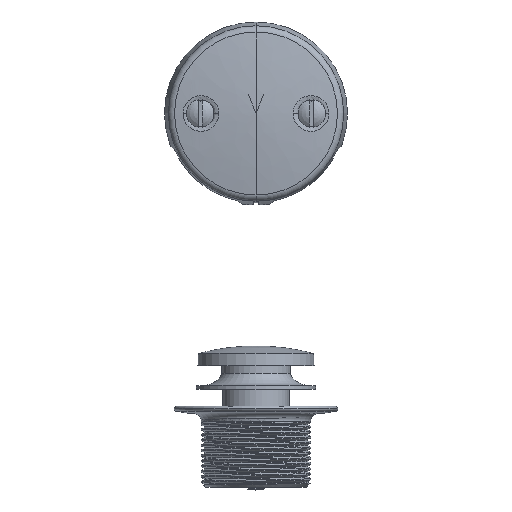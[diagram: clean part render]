
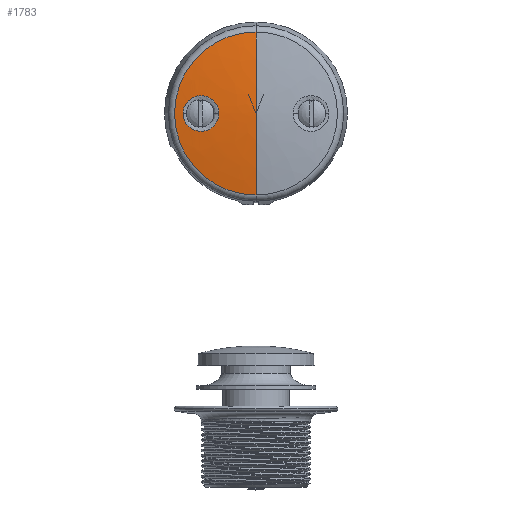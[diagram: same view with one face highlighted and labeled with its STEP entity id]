
A CAD part, top view. The second image highlights one B-rep face of the part: STEP entity #1783.
In plain terms, the highlighted free-form (B-spline) face has degree [3, 3] with [7, 4] control points.
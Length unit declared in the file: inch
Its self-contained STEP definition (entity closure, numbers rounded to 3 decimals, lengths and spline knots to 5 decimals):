
#686=CARTESIAN_POINT('',(-0.33917,-11.26513,0.));
#687=DIRECTION('',(0.,0.,1.));
#688=DIRECTION('',(0.149,0.989,0.));
#689=AXIS2_PLACEMENT_3D('',#686,#687,#688);
#694=CARTESIAN_POINT('',(0.33917,-11.26513,0.));
#695=DIRECTION('',(0.,0.,-1.));
#696=DIRECTION('',(-0.149,0.989,0.));
#697=AXIS2_PLACEMENT_3D('',#694,#695,#696);
#754=CARTESIAN_POINT('',(0.,0.41375,0.));
#755=DIRECTION('',(0.,1.,0.));
#756=DIRECTION('',(-1.,0.,0.));
#757=AXIS2_PLACEMENT_3D('',#754,#755,#756);
#762=CARTESIAN_POINT('',(0.,0.43515,
1.26691));
#763=CARTESIAN_POINT('',(0.01927,0.43515,1.26691));
#764=CARTESIAN_POINT('',(0.05802,0.43552,1.26336));
#765=CARTESIAN_POINT('',(0.11643,0.4373,1.2463));
#766=CARTESIAN_POINT('',(0.17076,0.44027,1.21779));
#767=CARTESIAN_POINT('',(0.21818,0.44427,1.17951));
#768=CARTESIAN_POINT('',(0.25757,0.44923,1.13235));
#769=CARTESIAN_POINT('',(0.28708,0.45497,1.07819));
#770=CARTESIAN_POINT('',(0.30546,0.4613,1.01905));
#771=CARTESIAN_POINT('',(0.31191,0.46794,
0.9576));
#772=CARTESIAN_POINT('',(0.30614,0.47476,
0.89544));
#773=CARTESIAN_POINT('',(0.28822,0.48135,
0.83626));
#774=CARTESIAN_POINT('',(0.26153,0.48707,
0.78588));
#775=CARTESIAN_POINT('',(0.22989,0.49179,
0.74502));
#776=CARTESIAN_POINT('',(0.19419,0.49571,
0.71165));
#777=CARTESIAN_POINT('',(0.15645,0.49879,
0.68592));
#778=CARTESIAN_POINT('',(0.11925,0.501,
0.66765));
#779=CARTESIAN_POINT('',(0.08487,0.50244,
0.65584));
#780=CARTESIAN_POINT('',(0.05371,0.50331,
0.64881));
#781=CARTESIAN_POINT('',(0.02553,0.50374,
0.64527));
#782=CARTESIAN_POINT('',(0.00829,0.50383,
0.6446));
#783=CARTESIAN_POINT('',(0.,0.50383,
0.6446));
#788=CARTESIAN_POINT('',(0.,0.50383,
0.6446));
#789=CARTESIAN_POINT('',(-0.00829,0.50383,
0.6446));
#790=CARTESIAN_POINT('',(-0.02548,0.50374,
0.64527));
#791=CARTESIAN_POINT('',(-0.05345,0.50331,0.64878));
#792=CARTESIAN_POINT('',(-0.0844,0.50246,
0.65571));
#793=CARTESIAN_POINT('',(-0.11863,0.50103,
0.66739));
#794=CARTESIAN_POINT('',(-0.1558,0.49883,
0.68554));
#795=CARTESIAN_POINT('',(-0.19374,0.49576,
0.71127));
#796=CARTESIAN_POINT('',(-0.22972,0.49182,
0.74481));
#797=CARTESIAN_POINT('',(-0.26159,0.48707,
0.78593));
#798=CARTESIAN_POINT('',(-0.28841,0.48131,
0.83667));
#799=CARTESIAN_POINT('',(-0.30633,0.47466,
0.8963));
#800=CARTESIAN_POINT('',(-0.31192,0.4678,
0.95887));
#801=CARTESIAN_POINT('',(-0.30515,0.46112,
1.02066));
#802=CARTESIAN_POINT('',(-0.2863,0.45477,
1.08006));
#803=CARTESIAN_POINT('',(-0.25622,0.44902,
1.13436));
#804=CARTESIAN_POINT('',(-0.2162,0.44407,
1.18146));
#805=CARTESIAN_POINT('',(-0.16816,0.44008,
1.21952));
#806=CARTESIAN_POINT('',(-0.11295,0.43715,
1.24771));
#807=CARTESIAN_POINT('',(-0.05469,0.43547,
1.26387));
#808=CARTESIAN_POINT('',(-0.01792,0.43515,
1.26691));
#809=CARTESIAN_POINT('',(0.,0.43515,
1.26691));
#1304=CARTESIAN_POINT('',(1.41579,0.41375,0.));
#1305=CARTESIAN_POINT('',(-1.41579,0.41375,0.));
#1306=VERTEX_POINT('',#1304);
#1307=VERTEX_POINT('',#1305);
#1308=CARTESIAN_POINT('',(0.,0.54,0.));
#1309=VERTEX_POINT('',#1308);
#1394=VERTEX_POINT('',#762);
#1395=VERTEX_POINT('',#783);
#1742=CARTESIAN_POINT('',(0.,0.54,0.));
#1743=CARTESIAN_POINT('',(0.48272,0.5261,
-0.03037));
#1744=CARTESIAN_POINT('',(0.96368,0.48255,
-0.06063));
#1745=CARTESIAN_POINT('',(1.44107,0.40949,
-0.09066));
#1746=CARTESIAN_POINT('',(0.,0.54,0.));
#1747=CARTESIAN_POINT('',(0.50141,0.5261,
0.2667));
#1748=CARTESIAN_POINT('',(1.00099,0.48255,
0.53242));
#1749=CARTESIAN_POINT('',(1.49686,0.40949,
0.79617));
#1750=CARTESIAN_POINT('',(0.,0.54,0.));
#1751=CARTESIAN_POINT('',(0.29765,0.5261,
0.48368));
#1752=CARTESIAN_POINT('',(0.59422,0.48255,
0.96559));
#1753=CARTESIAN_POINT('',(0.88859,0.40949,
1.44392));
#1754=CARTESIAN_POINT('',(0.,0.54,0.));
#1755=CARTESIAN_POINT('',(0.,0.5261,0.48368));
#1756=CARTESIAN_POINT('',(0.,0.48255,0.96559));
#1757=CARTESIAN_POINT('',(0.,0.40949,1.44392));
#1758=CARTESIAN_POINT('',(0.,0.54,0.));
#1759=CARTESIAN_POINT('',(-0.29765,0.5261,
0.48368));
#1760=CARTESIAN_POINT('',(-0.59422,0.48255,
0.96559));
#1761=CARTESIAN_POINT('',(-0.88859,0.40949,
1.44392));
#1762=CARTESIAN_POINT('',(0.,0.54,0.));
#1763=CARTESIAN_POINT('',(-0.50141,0.5261,
0.2667));
#1764=CARTESIAN_POINT('',(-1.00099,0.48255,
0.53242));
#1765=CARTESIAN_POINT('',(-1.49686,0.40949,
0.79617));
#1766=CARTESIAN_POINT('',(0.,0.54,0.));
#1767=CARTESIAN_POINT('',(-0.48272,0.5261,
-0.03037));
#1768=CARTESIAN_POINT('',(-0.96368,0.48255,
-0.06063));
#1769=CARTESIAN_POINT('',(-1.44107,0.40949,
-0.09066));
#1770=(BOUNDED_SURFACE()B_SPLINE_SURFACE(3,3,((#1742,#1743,#1744,#1745),(#1746,
#1747,#1748,#1749),(#1750,#1751,#1752,#1753),(#1754,#1755,#1756,#1757),(#1758,
#1759,#1760,#1761),(#1762,#1763,#1764,#1765),(#1766,#1767,#1768,#1769)),
.UNSPECIFIED.,.F.,.F.,.F.)B_SPLINE_SURFACE_WITH_KNOTS((4,3,4),(4,4),(0.,1.,
2.),(0.,1.),.UNSPECIFIED.)GEOMETRIC_REPRESENTATION_ITEM()RATIONAL_B_SPLINE_SURFACE(((1.188,1.187,1.187,1.188),(
0.938,0.937,0.937,0.938),(
0.938,0.937,0.937,0.938),(
1.188,1.187,1.187,1.188),(
0.938,0.937,0.937,0.938),(
0.938,0.937,0.937,0.938),(
1.188,1.187,1.187,1.188)))REPRESENTATION_ITEM('')SURFACE());
#1772=ORIENTED_EDGE('',*,*,#1771,.F.);
#1773=ORIENTED_EDGE('',*,*,#1731,.T.);
#1774=ORIENTED_EDGE('',*,*,#1729,.F.);
#1775=EDGE_LOOP('',(#1772,#1773,#1774));
#1776=FACE_OUTER_BOUND('',#1775,.F.);
#1778=ORIENTED_EDGE('',*,*,#1777,.T.);
#1780=ORIENTED_EDGE('',*,*,#1779,.T.);
#1781=EDGE_LOOP('',(#1778,#1780));
#1782=FACE_BOUND('',#1781,.F.);
#690=CIRCLE('',#689,11.81);
#698=CIRCLE('',#697,11.81);
#758=CIRCLE('',#757,1.41579);
#784=B_SPLINE_CURVE_WITH_KNOTS('',3,(#762,#763,#764,#765,#766,#767,#768,#769,
#770,#771,#772,#773,#774,#775,#776,#777,#778,#779,#780,#781,#782,#783),
.UNSPECIFIED.,.F.,.F.,(4,1,1,1,1,1,1,1,1,1,1,1,1,1,1,1,1,1,1,4),(0.,
0.05263,0.10526,0.15789,0.21053,
0.26316,0.31579,0.36842,0.42105,
0.47368,0.52632,0.57895,0.63158,
0.68421,0.73684,0.78947,0.84211,
0.89474,0.94737,1.),.UNSPECIFIED.);
#810=B_SPLINE_CURVE_WITH_KNOTS('',3,(#788,#789,#790,#791,#792,#793,#794,#795,
#796,#797,#798,#799,#800,#801,#802,#803,#804,#805,#806,#807,#808,#809),
.UNSPECIFIED.,.F.,.F.,(4,1,1,1,1,1,1,1,1,1,1,1,1,1,1,1,1,1,1,4),(0.,
0.05263,0.10526,0.15789,0.21053,
0.26316,0.31579,0.36842,0.42105,
0.47368,0.52632,0.57895,0.63158,
0.68421,0.73684,0.78947,0.84211,
0.89474,0.94737,1.),.UNSPECIFIED.);
#1729=EDGE_CURVE('',#1306,#1309,#690,.T.);
#1731=EDGE_CURVE('',#1307,#1309,#698,.T.);
#1771=EDGE_CURVE('',#1307,#1306,#758,.T.);
#1777=EDGE_CURVE('',#1394,#1395,#784,.T.);
#1779=EDGE_CURVE('',#1395,#1394,#810,.T.);
#1783=ADVANCED_FACE('',(#1776,#1782),#1770,.T.);
